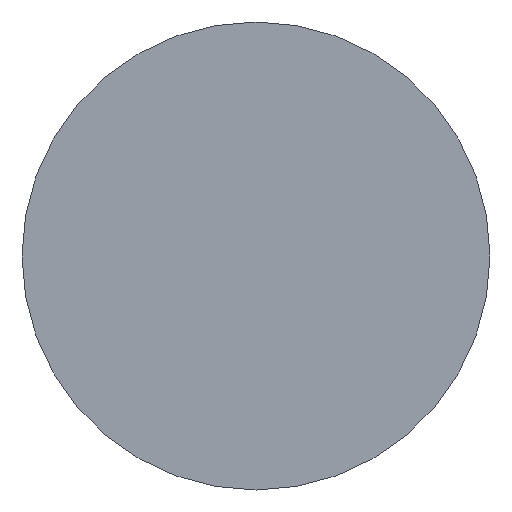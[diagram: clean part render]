
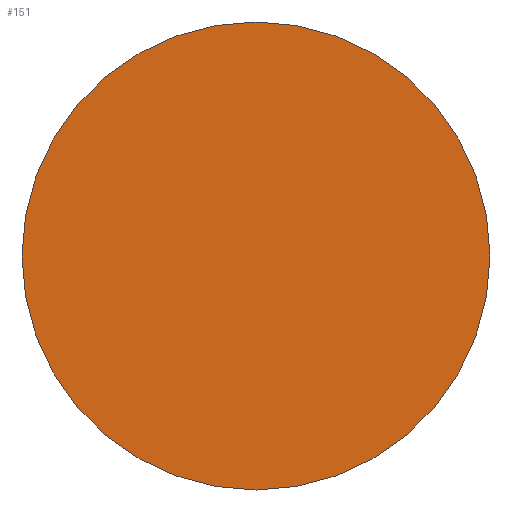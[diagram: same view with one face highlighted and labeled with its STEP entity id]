
A CAD part, left-side view. The second image highlights one B-rep face of the part: STEP entity #151.
In plain terms, the highlighted planar face has unit normal (-1, 0, 0).
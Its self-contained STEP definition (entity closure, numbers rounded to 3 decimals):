
#20 = CARTESIAN_POINT ( 'NONE',  ( 345.859, 134.701, 6. ) ) ;
#25 = EDGE_CURVE ( 'NONE', #31, #72, #143, .T. ) ;
#28 = CARTESIAN_POINT ( 'NONE',  ( 345.859, 134.701, 0. ) ) ;
#31 = VERTEX_POINT ( 'NONE', #20 ) ;
#32 = DIRECTION ( 'NONE',  ( 0., 0., 1. ) ) ;
#46 = PLANE ( 'NONE',  #182 ) ;
#55 = EDGE_CURVE ( 'NONE', #72, #31, #186, .T. ) ;
#57 = ORIENTED_EDGE ( 'NONE', *, *, #55, .T. ) ;
#59 = FACE_OUTER_BOUND ( 'NONE', #112, .T. ) ;
#60 = CARTESIAN_POINT ( 'NONE',  ( 345.859, 134.701, 0. ) ) ;
#63 = AXIS2_PLACEMENT_3D ( 'NONE', #28, #85, #118 ) ;
#64 = DIRECTION ( 'NONE',  ( 1., 0., 0. ) ) ;
#65 = DIRECTION ( 'NONE',  ( 0., 0., -1. ) ) ;
#69 = CARTESIAN_POINT ( 'NONE',  ( 345.859, 134.701, 0. ) ) ;
#72 = VERTEX_POINT ( 'NONE', #130 ) ;
#75 = AXIS2_PLACEMENT_3D ( 'NONE', #60, #89, #32 ) ;
#85 = DIRECTION ( 'NONE',  ( -1., 0., 0. ) ) ;
#89 = DIRECTION ( 'NONE',  ( -1., 0., 0. ) ) ;
#112 = EDGE_LOOP ( 'NONE', ( #133, #57 ) ) ;
#118 = DIRECTION ( 'NONE',  ( 0., 0., 1. ) ) ;
#130 = CARTESIAN_POINT ( 'NONE',  ( 345.859, 134.701, -6. ) ) ;
#133 = ORIENTED_EDGE ( 'NONE', *, *, #25, .T. ) ;
#143 = CIRCLE ( 'NONE', #63, 6. ) ;
#151 = ADVANCED_FACE ( 'NONE', ( #59 ), #46, .F. ) ;
#182 = AXIS2_PLACEMENT_3D ( 'NONE', #69, #64, #65 ) ;
#186 = CIRCLE ( 'NONE', #75, 6. ) ;
